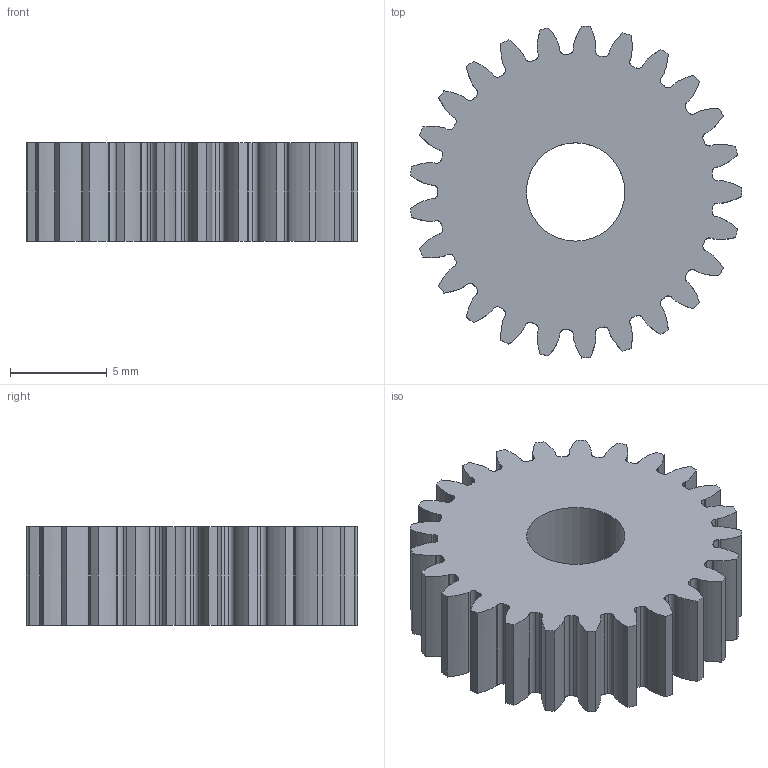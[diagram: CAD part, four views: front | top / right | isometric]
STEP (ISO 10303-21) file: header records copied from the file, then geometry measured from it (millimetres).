
FILE_DESCRIPTION(/* description */ (''),/* implementation_level */ '2;1');
FILE_NAME(/* name */ '25t Gear v1.step',/* time_stamp */ '2019-06-07T22:20:50-07:00',/* author */ (''),/* organization */ (''),/* preprocessor_version */ 'ST-DEVELOPER v18',/* originating_system */ 'Autodesk Translation Framework v8.2.0.1029',/* authorisation */ '');
FILE_SCHEMA (('AUTOMOTIVE_DESIGN { 1 0 10303 214 3 1 1 }'));
Length unit declared in the file: inch
Products named in the file (2): 25t Gear; Spur Gear (25 teeth)
Assembly tree (1 placements, depth 2):
  25t Gear
    Spur Gear (25 teeth)
Bounding box: 17.1 x 17.13 x 5.08 mm (x, y, z)
Volume: 886 mm3; surface area: 937 mm2
Topology: 1 solids, 1 shells, 203 faces, 603 edges, 402 vertices
Faces by surface type: cylinder 101, plane 52, bspline 50
Full cylindrical faces by diameter (mm): 5.08 x1
Entity records: 21268 total; most frequent: CARTESIAN_POINT 16061, ORIENTED_EDGE 1206, DIRECTION 1017, EDGE_CURVE 603, VERTEX_POINT 402, AXIS2_PLACEMENT_3D 358, LINE 301, VECTOR 301
